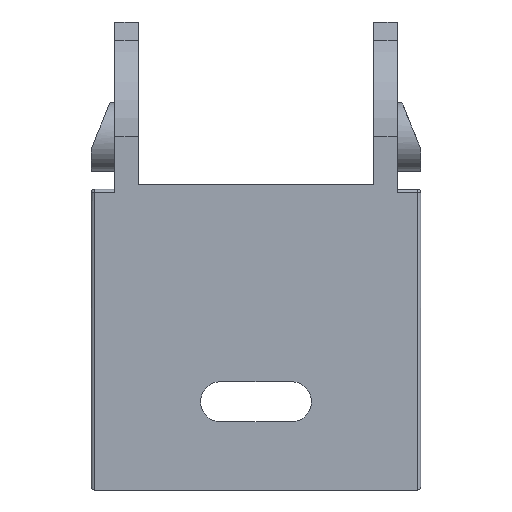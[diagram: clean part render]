
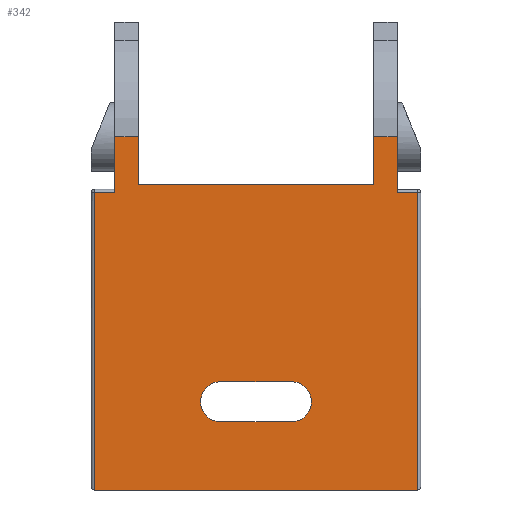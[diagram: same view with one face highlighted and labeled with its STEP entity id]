
A CAD part, front view. The second image highlights one B-rep face of the part: STEP entity #342.
In plain terms, the highlighted planar face has unit normal (0, -1, 0).
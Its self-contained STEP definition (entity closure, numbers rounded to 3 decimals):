
#14 = CARTESIAN_POINT ( 'NONE',  ( 10., -10., 0. ) ) ;
#18 = EDGE_CURVE ( 'NONE', #1220, #1882, #2114, .T. ) ;
#52 = CARTESIAN_POINT ( 'NONE',  ( 13.7, -10., -4.749 ) ) ;
#57 = ORIENTED_EDGE ( 'NONE', *, *, #2184, .F. ) ;
#72 = CARTESIAN_POINT ( 'NONE',  ( -12., -10., 0. ) ) ;
#106 = CIRCLE ( 'NONE', #1432, 1.7 ) ;
#111 = CARTESIAN_POINT ( 'NONE',  ( 3., -10., -24.2 ) ) ;
#121 = VECTOR ( 'NONE', #473, 1000. ) ;
#124 = CARTESIAN_POINT ( 'NONE',  ( 13.7, -10., -4.749 ) ) ;
#158 = EDGE_CURVE ( 'NONE', #1831, #2186, #1969, .T. ) ;
#164 = AXIS2_PLACEMENT_3D ( 'NONE', #1939, #445, #459 ) ;
#198 = VERTEX_POINT ( 'NONE', #1259 ) ;
#230 = DIRECTION ( 'NONE',  ( 0., 0., 1. ) ) ;
#251 = CARTESIAN_POINT ( 'NONE',  ( -10., -10., 0. ) ) ;
#308 = VERTEX_POINT ( 'NONE', #402 ) ;
#326 = VECTOR ( 'NONE', #1905, 1000. ) ;
#333 = LINE ( 'NONE', #1067, #1431 ) ;
#342 = ADVANCED_FACE ( 'NONE', ( #1188, #1021 ), #1557, .F. ) ;
#352 = ORIENTED_EDGE ( 'NONE', *, *, #856, .T. ) ;
#367 = DIRECTION ( 'NONE',  ( 0., 0., 1. ) ) ;
#402 = CARTESIAN_POINT ( 'NONE',  ( 3., -10., -20.8 ) ) ;
#427 = ORIENTED_EDGE ( 'NONE', *, *, #1771, .T. ) ;
#429 = CARTESIAN_POINT ( 'NONE',  ( 14., -10., -4.749 ) ) ;
#431 = VERTEX_POINT ( 'NONE', #111 ) ;
#440 = VECTOR ( 'NONE', #1263, 1000. ) ;
#441 = ORIENTED_EDGE ( 'NONE', *, *, #2024, .T. ) ;
#445 = DIRECTION ( 'NONE',  ( 0., 1., 0. ) ) ;
#452 = LINE ( 'NONE', #2104, #326 ) ;
#456 = ORIENTED_EDGE ( 'NONE', *, *, #2340, .T. ) ;
#459 = DIRECTION ( 'NONE',  ( 0., 0., 1. ) ) ;
#469 = DIRECTION ( 'NONE',  ( 1., 0., 0. ) ) ;
#473 = DIRECTION ( 'NONE',  ( 1., 0., 0. ) ) ;
#486 = CARTESIAN_POINT ( 'NONE',  ( -10., -10., -4. ) ) ;
#525 = CARTESIAN_POINT ( 'NONE',  ( 12., -10., 0. ) ) ;
#550 = LINE ( 'NONE', #1282, #1896 ) ;
#560 = EDGE_CURVE ( 'NONE', #308, #431, #1569, .T. ) ;
#565 = DIRECTION ( 'NONE',  ( 0., 0., -1. ) ) ;
#574 = EDGE_CURVE ( 'NONE', #986, #308, #1174, .T. ) ;
#579 = CARTESIAN_POINT ( 'NONE',  ( 12., -10., -30. ) ) ;
#621 = CARTESIAN_POINT ( 'NONE',  ( -3., -10., -20.8 ) ) ;
#628 = CARTESIAN_POINT ( 'NONE',  ( 10., -10., -4. ) ) ;
#629 = DIRECTION ( 'NONE',  ( -1., 0., 0. ) ) ;
#638 = VECTOR ( 'NONE', #629, 1000. ) ;
#652 = LINE ( 'NONE', #2065, #638 ) ;
#656 = DIRECTION ( 'NONE',  ( -1., 0., 0. ) ) ;
#665 = CARTESIAN_POINT ( 'NONE',  ( -10., -10., -4. ) ) ;
#669 = AXIS2_PLACEMENT_3D ( 'NONE', #1533, #1011, #230 ) ;
#676 = DIRECTION ( 'NONE',  ( -1., 0., 0. ) ) ;
#680 = DIRECTION ( 'NONE',  ( -1., 0., 0. ) ) ;
#702 = DIRECTION ( 'NONE',  ( 0., 0., -1. ) ) ;
#777 = ORIENTED_EDGE ( 'NONE', *, *, #838, .T. ) ;
#818 = CARTESIAN_POINT ( 'NONE',  ( -3., -10., -22.5 ) ) ;
#838 = EDGE_CURVE ( 'NONE', #431, #1823, #1435, .T. ) ;
#851 = CARTESIAN_POINT ( 'NONE',  ( -3., -10., -20.8 ) ) ;
#856 = EDGE_CURVE ( 'NONE', #1218, #940, #1948, .T. ) ;
#857 = ORIENTED_EDGE ( 'NONE', *, *, #1743, .T. ) ;
#924 = CARTESIAN_POINT ( 'NONE',  ( -3., -10., -24.2 ) ) ;
#940 = VERTEX_POINT ( 'NONE', #52 ) ;
#956 = EDGE_LOOP ( 'NONE', ( #777, #456, #1923, #1487 ) ) ;
#986 = VERTEX_POINT ( 'NONE', #621 ) ;
#1003 = ORIENTED_EDGE ( 'NONE', *, *, #158, .T. ) ;
#1011 = DIRECTION ( 'NONE',  ( 0., 1., 0. ) ) ;
#1017 = VERTEX_POINT ( 'NONE', #525 ) ;
#1021 = FACE_OUTER_BOUND ( 'NONE', #1790, .T. ) ;
#1067 = CARTESIAN_POINT ( 'NONE',  ( -13.7, -10., -30. ) ) ;
#1068 = CARTESIAN_POINT ( 'NONE',  ( -12., -10., -4.749 ) ) ;
#1159 = ORIENTED_EDGE ( 'NONE', *, *, #1627, .T. ) ;
#1167 = VECTOR ( 'NONE', #656, 1000. ) ;
#1174 = LINE ( 'NONE', #851, #1684 ) ;
#1188 = FACE_BOUND ( 'NONE', #956, .T. ) ;
#1218 = VERTEX_POINT ( 'NONE', #1605 ) ;
#1220 = VERTEX_POINT ( 'NONE', #665 ) ;
#1221 = CARTESIAN_POINT ( 'NONE',  ( -3., -10., -24.2 ) ) ;
#1254 = DIRECTION ( 'NONE',  ( -1., 0., 0. ) ) ;
#1259 = CARTESIAN_POINT ( 'NONE',  ( 12., -10., -4.749 ) ) ;
#1263 = DIRECTION ( 'NONE',  ( -1., 0., 0. ) ) ;
#1270 = DIRECTION ( 'NONE',  ( 0., 0., 1. ) ) ;
#1282 = CARTESIAN_POINT ( 'NONE',  ( 14., -10., 0. ) ) ;
#1366 = VECTOR ( 'NONE', #1270, 1000. ) ;
#1396 = VECTOR ( 'NONE', #676, 1000. ) ;
#1407 = LINE ( 'NONE', #1952, #1815 ) ;
#1431 = VECTOR ( 'NONE', #565, 1000. ) ;
#1432 = AXIS2_PLACEMENT_3D ( 'NONE', #818, #2262, #2275 ) ;
#1435 = LINE ( 'NONE', #1221, #440 ) ;
#1487 = ORIENTED_EDGE ( 'NONE', *, *, #560, .T. ) ;
#1495 = EDGE_CURVE ( 'NONE', #940, #198, #2270, .T. ) ;
#1524 = ORIENTED_EDGE ( 'NONE', *, *, #1932, .T. ) ;
#1533 = CARTESIAN_POINT ( 'NONE',  ( 14., -10., -30. ) ) ;
#1557 = PLANE ( 'NONE',  #669 ) ;
#1562 = LINE ( 'NONE', #1603, #1396 ) ;
#1569 = CIRCLE ( 'NONE', #164, 1.7 ) ;
#1573 = LINE ( 'NONE', #1968, #2203 ) ;
#1603 = CARTESIAN_POINT ( 'NONE',  ( 14., -10., 0. ) ) ;
#1605 = CARTESIAN_POINT ( 'NONE',  ( 13.7, -10., -30. ) ) ;
#1627 = EDGE_CURVE ( 'NONE', #2186, #1903, #652, .T. ) ;
#1684 = VECTOR ( 'NONE', #469, 1000. ) ;
#1741 = ORIENTED_EDGE ( 'NONE', *, *, #1495, .T. ) ;
#1743 = EDGE_CURVE ( 'NONE', #2031, #1882, #1407, .T. ) ;
#1745 = EDGE_CURVE ( 'NONE', #1218, #2136, #1573, .T. ) ;
#1771 = EDGE_CURVE ( 'NONE', #198, #1017, #1845, .T. ) ;
#1790 = EDGE_LOOP ( 'NONE', ( #1159, #1986, #2068, #352, #1741, #427, #441, #857, #1912, #57, #1524, #1003 ) ) ;
#1815 = VECTOR ( 'NONE', #1980, 1000. ) ;
#1823 = VERTEX_POINT ( 'NONE', #924 ) ;
#1831 = VERTEX_POINT ( 'NONE', #72 ) ;
#1842 = VERTEX_POINT ( 'NONE', #251 ) ;
#1845 = LINE ( 'NONE', #579, #1366 ) ;
#1882 = VERTEX_POINT ( 'NONE', #628 ) ;
#1896 = VECTOR ( 'NONE', #1254, 1000. ) ;
#1903 = VERTEX_POINT ( 'NONE', #2063 ) ;
#1905 = DIRECTION ( 'NONE',  ( 0., 0., -1. ) ) ;
#1912 = ORIENTED_EDGE ( 'NONE', *, *, #18, .F. ) ;
#1923 = ORIENTED_EDGE ( 'NONE', *, *, #574, .T. ) ;
#1932 = EDGE_CURVE ( 'NONE', #1842, #1831, #1562, .T. ) ;
#1939 = CARTESIAN_POINT ( 'NONE',  ( 3., -10., -22.5 ) ) ;
#1948 = LINE ( 'NONE', #124, #2316 ) ;
#1952 = CARTESIAN_POINT ( 'NONE',  ( 10., -10., 0. ) ) ;
#1968 = CARTESIAN_POINT ( 'NONE',  ( 14., -10., -30. ) ) ;
#1969 = LINE ( 'NONE', #2338, #2041 ) ;
#1978 = EDGE_CURVE ( 'NONE', #1903, #2136, #333, .T. ) ;
#1980 = DIRECTION ( 'NONE',  ( 0., 0., -1. ) ) ;
#1986 = ORIENTED_EDGE ( 'NONE', *, *, #1978, .T. ) ;
#2024 = EDGE_CURVE ( 'NONE', #1017, #2031, #550, .T. ) ;
#2031 = VERTEX_POINT ( 'NONE', #14 ) ;
#2041 = VECTOR ( 'NONE', #702, 1000. ) ;
#2063 = CARTESIAN_POINT ( 'NONE',  ( -13.7, -10., -4.749 ) ) ;
#2065 = CARTESIAN_POINT ( 'NONE',  ( -14., -10., -4.749 ) ) ;
#2068 = ORIENTED_EDGE ( 'NONE', *, *, #1745, .F. ) ;
#2104 = CARTESIAN_POINT ( 'NONE',  ( -10., -10., 0. ) ) ;
#2114 = LINE ( 'NONE', #486, #121 ) ;
#2136 = VERTEX_POINT ( 'NONE', #2209 ) ;
#2184 = EDGE_CURVE ( 'NONE', #1842, #1220, #452, .T. ) ;
#2186 = VERTEX_POINT ( 'NONE', #1068 ) ;
#2203 = VECTOR ( 'NONE', #680, 1000. ) ;
#2209 = CARTESIAN_POINT ( 'NONE',  ( -13.7, -10., -30. ) ) ;
#2262 = DIRECTION ( 'NONE',  ( 0., 1., 0. ) ) ;
#2270 = LINE ( 'NONE', #429, #1167 ) ;
#2275 = DIRECTION ( 'NONE',  ( 0., 0., 1. ) ) ;
#2316 = VECTOR ( 'NONE', #367, 1000. ) ;
#2338 = CARTESIAN_POINT ( 'NONE',  ( -12., -10., -30. ) ) ;
#2340 = EDGE_CURVE ( 'NONE', #1823, #986, #106, .T. ) ;
